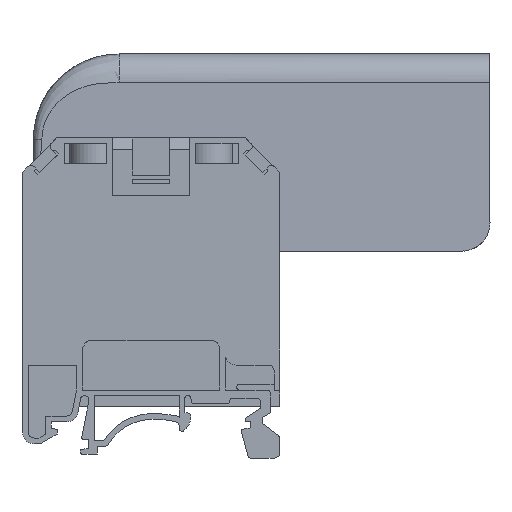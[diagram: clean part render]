
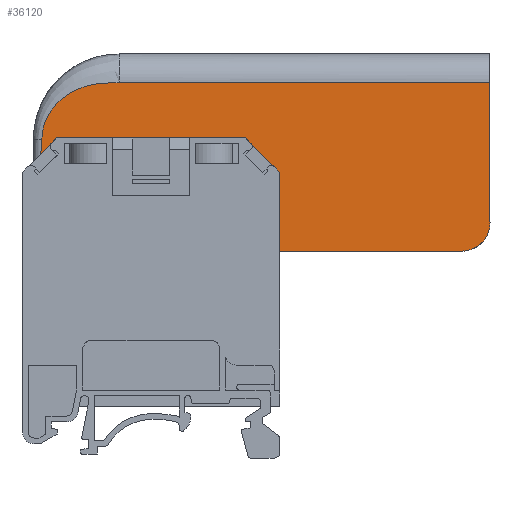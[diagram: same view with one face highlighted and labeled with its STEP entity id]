
A CAD part, left-side view. The second image highlights one B-rep face of the part: STEP entity #36120.
In plain terms, the highlighted face is planar.
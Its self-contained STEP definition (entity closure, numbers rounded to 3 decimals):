
#77=(
BOUNDED_CURVE()
B_SPLINE_CURVE(3,(#56180,#56181,#56182,#56183,#56184,#56185,#56186),
 .UNSPECIFIED.,.F.,.F.)
B_SPLINE_CURVE_WITH_KNOTS((4,3,4),(-0.21,-0.08,-0.015),
 .PIECEWISE_BEZIER_KNOTS.)
CURVE()
GEOMETRIC_REPRESENTATION_ITEM()
RATIONAL_B_SPLINE_CURVE((1.,1.,1.,1.,1.,1.,1.))
REPRESENTATION_ITEM('')
);
#78=(
BOUNDED_CURVE()
B_SPLINE_CURVE(3,(#56218,#56219,#56220,#56221),.UNSPECIFIED.,.F.,.F.)
B_SPLINE_CURVE_WITH_KNOTS((4,4),(0.,0.019),
 .PIECEWISE_BEZIER_KNOTS.)
CURVE()
GEOMETRIC_REPRESENTATION_ITEM()
RATIONAL_B_SPLINE_CURVE((1.,1.,1.,1.))
REPRESENTATION_ITEM('')
);
#169=B_SPLINE_CURVE_WITH_KNOTS('',3,(#56188,#56189,#56190,#56191,#56192,
#56193,#56194,#56195,#56196,#56197,#56198,#56199,#56200,#56201,#56202,#56203,
#56204,#56205,#56206,#56207,#56208,#56209,#56210,#56211,#56212,#56213,#56214,
#56215,#56216),.UNSPECIFIED.,.F.,.F.,(4,1,1,1,1,1,1,1,1,1,1,1,1,1,1,1,1,
1,1,1,1,1,1,1,1,1,4),(0.,0.063,0.094,0.109,0.125,0.141,0.156,
0.188,0.219,0.234,0.25,0.266,0.281,0.313,0.375,0.438,0.469,
0.5,0.531,0.563,0.625,0.688,0.75,0.813,0.875,0.938,1.),
 .UNSPECIFIED.);
#298=ELLIPSE('',#39557,5.,5.);
#2953=LINE('',#55891,#7339);
#2961=LINE('',#55919,#7347);
#7339=VECTOR('',#45435,1000.);
#7347=VECTOR('',#45445,1000.);
#14572=ORIENTED_EDGE('',*,*,#22588,.F.);
#14573=ORIENTED_EDGE('',*,*,#22649,.T.);
#14574=ORIENTED_EDGE('',*,*,#22598,.F.);
#14575=ORIENTED_EDGE('',*,*,#22650,.T.);
#14576=ORIENTED_EDGE('',*,*,#22651,.T.);
#14577=ORIENTED_EDGE('',*,*,#22652,.T.);
#22588=EDGE_CURVE('',#27050,#27051,#2953,.F.);
#22598=EDGE_CURVE('',#27059,#27060,#2961,.T.);
#22649=EDGE_CURVE('',#27050,#27060,#298,.T.);
#22650=EDGE_CURVE('',#27059,#27097,#77,.T.);
#22651=EDGE_CURVE('',#27097,#27098,#169,.T.);
#22652=EDGE_CURVE('',#27098,#27051,#78,.F.);
#27050=VERTEX_POINT('',#55890);
#27051=VERTEX_POINT('',#55892);
#27059=VERTEX_POINT('',#55918);
#27060=VERTEX_POINT('',#55920);
#27097=VERTEX_POINT('',#56187);
#27098=VERTEX_POINT('',#56217);
#30502=EDGE_LOOP('',(#14572,#14573,#14574,#14575,#14576,#14577));
#32592=FACE_BOUND('',#30502,.T.);
#34474=PLANE('',#39556);
#36120=ADVANCED_FACE('',(#32592),#34474,.T.);
#39556=AXIS2_PLACEMENT_3D('',#56178,#45496,#45497);
#39557=AXIS2_PLACEMENT_3D('',#56179,#45498,#45499);
#45435=DIRECTION('',(1.,0.,0.));
#45445=DIRECTION('',(0.004,1.,-0.004));
#45496=DIRECTION('',(0.,-0.004,-1.));
#45497=DIRECTION('',(0.,1.,-0.004));
#45498=DIRECTION('',(0.,-0.004,-1.));
#45499=DIRECTION('',(0.,1.,-0.004));
#55890=CARTESIAN_POINT('',(34.978,8.,-17.));
#55891=CARTESIAN_POINT('',(-38.5,8.,-17.));
#55892=CARTESIAN_POINT('',(-40.,8.,-17.));
#55918=CARTESIAN_POINT('',(39.871,-21.522,-16.871));
#55919=CARTESIAN_POINT('',(39.999,7.856,-16.999));
#55920=CARTESIAN_POINT('',(39.978,2.978,-16.978));
#56178=CARTESIAN_POINT('',(-38.5,8.,-17.));
#56179=CARTESIAN_POINT('',(34.978,3.,-16.978));
#56180=CARTESIAN_POINT('',(169.83,-21.522,-16.871));
#56181=CARTESIAN_POINT('',(126.553,-21.522,-16.871));
#56182=CARTESIAN_POINT('',(83.277,-21.522,-16.871));
#56183=CARTESIAN_POINT('',(40.,-21.522,-16.871));
#56184=CARTESIAN_POINT('',(18.362,-21.522,-16.871));
#56185=CARTESIAN_POINT('',(-3.277,-21.522,-16.871));
#56186=CARTESIAN_POINT('',(-24.915,-21.522,-16.871));
#56187=CARTESIAN_POINT('',(-24.915,-21.522,-16.871));
#56188=CARTESIAN_POINT('',(-24.915,-21.522,-16.871));
#56189=CARTESIAN_POINT('',(-25.295,-21.522,-16.871));
#56190=CARTESIAN_POINT('',(-25.829,-21.516,-16.871));
#56191=CARTESIAN_POINT('',(-26.379,-21.5,-16.871));
#56192=CARTESIAN_POINT('',(-26.685,-21.487,-16.871));
#56193=CARTESIAN_POINT('',(-26.875,-21.478,-16.871));
#56194=CARTESIAN_POINT('',(-27.173,-21.461,-16.871));
#56195=CARTESIAN_POINT('',(-27.524,-21.436,-16.872));
#56196=CARTESIAN_POINT('',(-27.965,-21.396,-16.872));
#56197=CARTESIAN_POINT('',(-28.379,-21.348,-16.872));
#56198=CARTESIAN_POINT('',(-28.712,-21.302,-16.872));
#56199=CARTESIAN_POINT('',(-28.929,-21.269,-16.872));
#56200=CARTESIAN_POINT('',(-29.246,-21.215,-16.873));
#56201=CARTESIAN_POINT('',(-29.628,-21.142,-16.873));
#56202=CARTESIAN_POINT('',(-30.299,-20.994,-16.873));
#56203=CARTESIAN_POINT('',(-31.211,-20.73,-16.875));
#56204=CARTESIAN_POINT('',(-32.071,-20.4,-16.876));
#56205=CARTESIAN_POINT('',(-32.739,-20.088,-16.877));
#56206=CARTESIAN_POINT('',(-33.192,-19.851,-16.878));
#56207=CARTESIAN_POINT('',(-33.753,-19.522,-16.88));
#56208=CARTESIAN_POINT('',(-34.426,-19.069,-16.882));
#56209=CARTESIAN_POINT('',(-35.205,-18.452,-16.885));
#56210=CARTESIAN_POINT('',(-36.13,-17.516,-16.889));
#56211=CARTESIAN_POINT('',(-36.88,-16.532,-16.893));
#56212=CARTESIAN_POINT('',(-37.551,-15.366,-16.898));
#56213=CARTESIAN_POINT('',(-38.024,-14.182,-16.903));
#56214=CARTESIAN_POINT('',(-38.344,-12.866,-16.909));
#56215=CARTESIAN_POINT('',(-38.413,-12.002,-16.913));
#56216=CARTESIAN_POINT('',(-38.415,-11.565,-16.915));
#56217=CARTESIAN_POINT('',(-38.415,-11.565,-16.915));
#56218=CARTESIAN_POINT('',(-40.,8.,-17.));
#56219=CARTESIAN_POINT('',(-39.222,1.479,-16.972));
#56220=CARTESIAN_POINT('',(-38.443,-5.041,-16.943));
#56221=CARTESIAN_POINT('',(-38.415,-11.565,-16.915));
